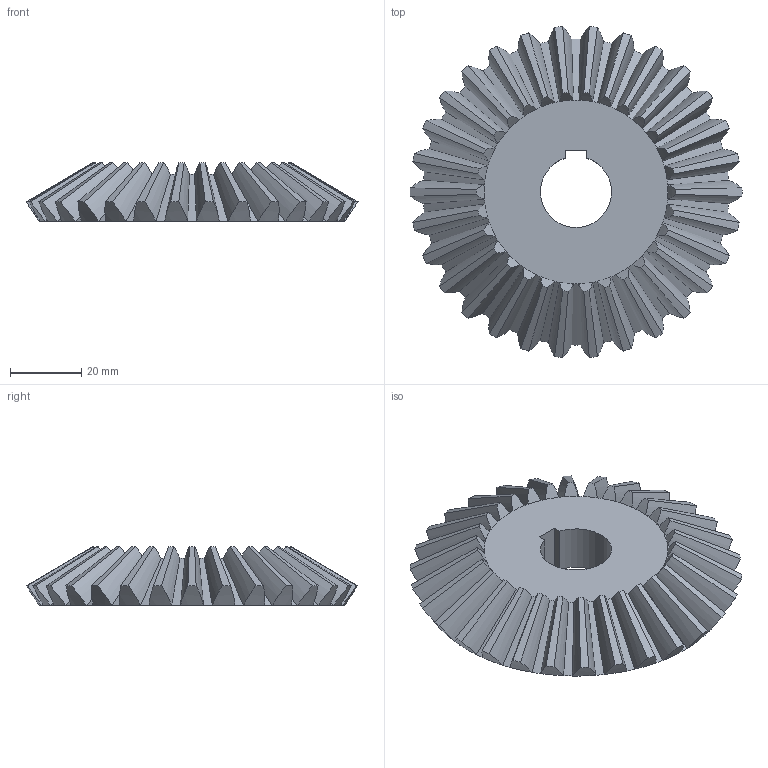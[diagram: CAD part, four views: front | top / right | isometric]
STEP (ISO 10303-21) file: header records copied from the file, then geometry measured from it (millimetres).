
FILE_DESCRIPTION( ('This file contains a STEP AP42 implementation' ,'as created by ZW3D STEP Interface translator.' ,'') ,'2;1' );
FILE_NAME( '湮袪喘謫-翋雄謫_1.stp' ,'251027.114723', (''), ('ZWCAD Software Co.'), 'Version 1.0', 'ZW3D to STEP translator', '' );
FILE_SCHEMA(('AUTOMOTIVE_DESIGN { 1 0 10303 214 1 1 1 1 }'));
Length unit declared in the file: millimetre
Products named in the file (3): 0; 湮袪喘謫-翋雄謫_1; 湮袪喘謫-翋雄謫_1 FEATURE_1_1
Assembly tree (1 placements, depth 2):
  0
  湮袪喘謫-翋雄謫_1
    湮袪喘謫-翋雄謫_1 FEATURE_1_1
Bounding box: 93.33 x 93.03 x 16.48 mm (x, y, z)
Volume: 59029.7 mm3; surface area: 19178.4 mm2
Topology: 1 solids, 1 shells, 186 faces, 432 edges, 248 vertices
Faces by surface type: cone 120, bspline 60, plane 5, cylinder 1
Entity records: 6647 total; most frequent: CARTESIAN_POINT 2730, ORIENTED_EDGE 864, DIRECTION 634, EDGE_CURVE 432, AXIS2_PLACEMENT_3D 312, VERTEX_POINT 248, B_SPLINE_CURVE_WITH_KNOTS 240, EDGE_LOOP 188
